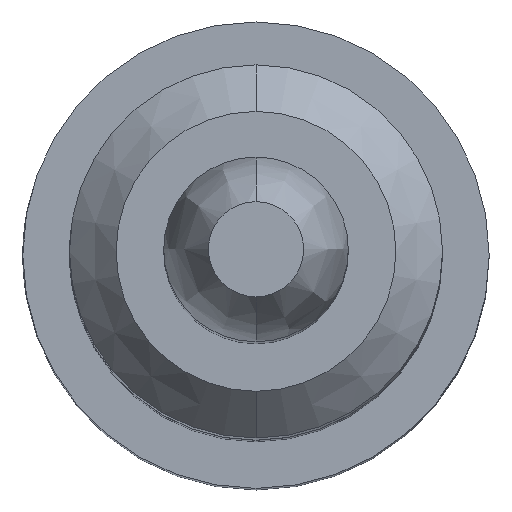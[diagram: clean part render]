
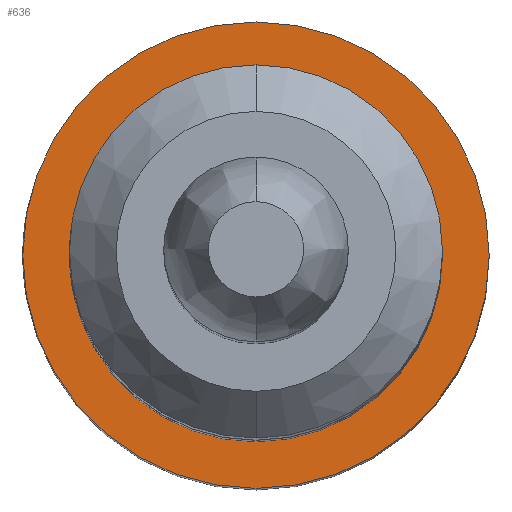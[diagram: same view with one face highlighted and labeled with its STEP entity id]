
A CAD part, top view. The second image highlights one B-rep face of the part: STEP entity #636.
In plain terms, the highlighted planar face has unit normal (0, 0, 1).
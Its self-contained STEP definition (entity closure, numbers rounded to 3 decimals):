
#73=CARTESIAN_POINT('',(0.,0.,-6.05));
#74=DIRECTION('',(0.,0.,-1.));
#75=DIRECTION('',(0.,1.,0.));
#76=AXIS2_PLACEMENT_3D('',#73,#74,#75);
#78=CARTESIAN_POINT('',(0.,0.,-6.05));
#79=DIRECTION('',(0.,0.,1.));
#80=DIRECTION('',(0.,1.,0.));
#81=AXIS2_PLACEMENT_3D('',#78,#79,#80);
#91=CARTESIAN_POINT('',(0.,0.,-6.05));
#92=DIRECTION('',(0.,0.,1.));
#93=DIRECTION('',(0.,1.,0.));
#94=AXIS2_PLACEMENT_3D('',#91,#92,#93);
#124=CARTESIAN_POINT('',(0.,0.,-6.05));
#125=DIRECTION('',(0.,0.,-1.));
#126=DIRECTION('',(0.,1.,0.));
#127=AXIS2_PLACEMENT_3D('',#124,#125,#126);
#480=CARTESIAN_POINT('',(0.,1.25,-6.05));
#482=VERTEX_POINT('',#480);
#483=CARTESIAN_POINT('',(0.,1.,-6.05));
#485=VERTEX_POINT('',#483);
#490=CARTESIAN_POINT('',(0.,-1.25,-6.05));
#492=VERTEX_POINT('',#490);
#493=CARTESIAN_POINT('',(0.,-1.,-6.05));
#495=VERTEX_POINT('',#493);
#621=CARTESIAN_POINT('',(0.,0.,-6.05));
#622=DIRECTION('',(0.,0.,-1.));
#623=DIRECTION('',(0.,-1.,0.));
#624=AXIS2_PLACEMENT_3D('',#621,#622,#623);
#625=PLANE('',#624);
#626=ORIENTED_EDGE('',*,*,#616,.T.);
#627=ORIENTED_EDGE('',*,*,#594,.F.);
#628=EDGE_LOOP('',(#626,#627));
#629=FACE_OUTER_BOUND('',#628,.F.);
#631=ORIENTED_EDGE('',*,*,#630,.T.);
#633=ORIENTED_EDGE('',*,*,#632,.F.);
#634=EDGE_LOOP('',(#631,#633));
#635=FACE_BOUND('',#634,.F.);
#77=CIRCLE('',#76,1.25);
#82=CIRCLE('',#81,1.25);
#95=CIRCLE('',#94,1.);
#128=CIRCLE('',#127,1.);
#594=EDGE_CURVE('',#482,#492,#82,.T.);
#616=EDGE_CURVE('',#482,#492,#77,.T.);
#630=EDGE_CURVE('',#485,#495,#95,.T.);
#632=EDGE_CURVE('',#485,#495,#128,.T.);
#636=ADVANCED_FACE('',(#629,#635),#625,.F.);
